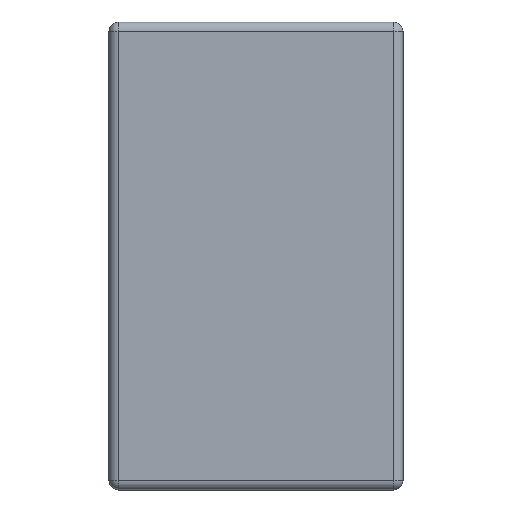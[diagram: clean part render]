
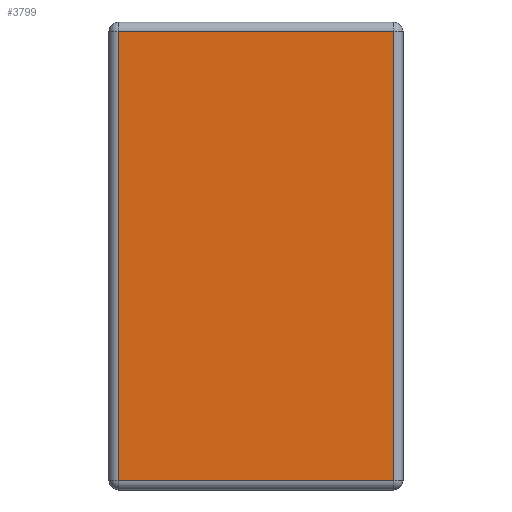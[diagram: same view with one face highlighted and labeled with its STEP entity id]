
A CAD part, left-side view. The second image highlights one B-rep face of the part: STEP entity #3799.
In plain terms, the highlighted planar face has unit normal (-1, 0, 0).
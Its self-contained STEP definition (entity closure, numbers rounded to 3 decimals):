
#187 = VERTEX_POINT ( 'NONE', #1306 ) ;
#409 = EDGE_CURVE ( 'NONE', #187, #695, #1587, .T. ) ;
#548 = CARTESIAN_POINT ( 'NONE',  ( 0., 0.073, -3.427 ) ) ;
#581 = CARTESIAN_POINT ( 'NONE',  ( 0., 2.127, -0.073 ) ) ;
#650 = EDGE_CURVE ( 'NONE', #2607, #673, #4523, .T. ) ;
#673 = VERTEX_POINT ( 'NONE', #581 ) ;
#695 = VERTEX_POINT ( 'NONE', #548 ) ;
#968 = CARTESIAN_POINT ( 'NONE',  ( 0., 0.073, -0.073 ) ) ;
#1115 = LINE ( 'NONE', #1368, #2393 ) ;
#1306 = CARTESIAN_POINT ( 'NONE',  ( 0., 2.127, -3.427 ) ) ;
#1368 = CARTESIAN_POINT ( 'NONE',  ( 0., 0.073, 0. ) ) ;
#1501 = CARTESIAN_POINT ( 'NONE',  ( 0., 2.127, -3.5 ) ) ;
#1530 = PLANE ( 'NONE',  #2906 ) ;
#1534 = CARTESIAN_POINT ( 'NONE',  ( 0., 0., -3.427 ) ) ;
#1587 = LINE ( 'NONE', #1534, #2415 ) ;
#1615 = LINE ( 'NONE', #1501, #2378 ) ;
#1678 = DIRECTION ( 'NONE',  ( 0., 0., 1. ) ) ;
#1706 = ORIENTED_EDGE ( 'NONE', *, *, #650, .T. ) ;
#1875 = DIRECTION ( 'NONE',  ( 0., 0., -1. ) ) ;
#1955 = DIRECTION ( 'NONE',  ( -1., 0., 0. ) ) ;
#2040 = FACE_OUTER_BOUND ( 'NONE', #4550, .T. ) ;
#2165 = ORIENTED_EDGE ( 'NONE', *, *, #4165, .T. ) ;
#2378 = VECTOR ( 'NONE', #1875, 1000. ) ;
#2393 = VECTOR ( 'NONE', #3177, 1000. ) ;
#2415 = VECTOR ( 'NONE', #3621, 1000. ) ;
#2607 = VERTEX_POINT ( 'NONE', #968 ) ;
#2762 = ORIENTED_EDGE ( 'NONE', *, *, #3131, .T. ) ;
#2906 = AXIS2_PLACEMENT_3D ( 'NONE', #3027, #1955, #1678 ) ;
#3027 = CARTESIAN_POINT ( 'NONE',  ( 0., 0., 0. ) ) ;
#3131 = EDGE_CURVE ( 'NONE', #695, #2607, #1115, .T. ) ;
#3177 = DIRECTION ( 'NONE',  ( 0., 0., 1. ) ) ;
#3476 = CARTESIAN_POINT ( 'NONE',  ( 0., 2.2, -0.073 ) ) ;
#3621 = DIRECTION ( 'NONE',  ( 0., -1., 0. ) ) ;
#3783 = VECTOR ( 'NONE', #4511, 1000. ) ;
#3799 = ADVANCED_FACE ( 'NONE', ( #2040 ), #1530, .T. ) ;
#4165 = EDGE_CURVE ( 'NONE', #673, #187, #1615, .T. ) ;
#4468 = ORIENTED_EDGE ( 'NONE', *, *, #409, .T. ) ;
#4511 = DIRECTION ( 'NONE',  ( 0., 1., 0. ) ) ;
#4523 = LINE ( 'NONE', #3476, #3783 ) ;
#4550 = EDGE_LOOP ( 'NONE', ( #4468, #2762, #1706, #2165 ) ) ;
